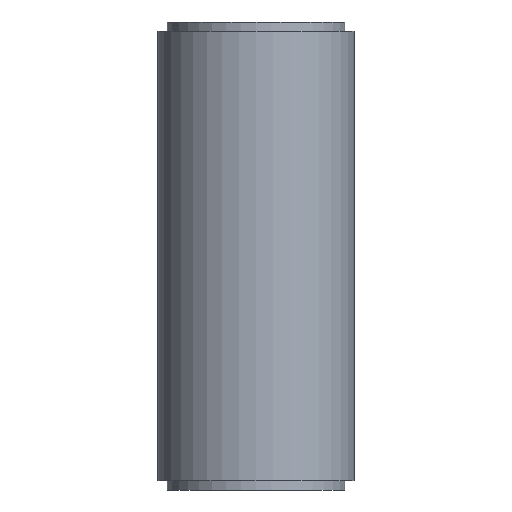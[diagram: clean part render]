
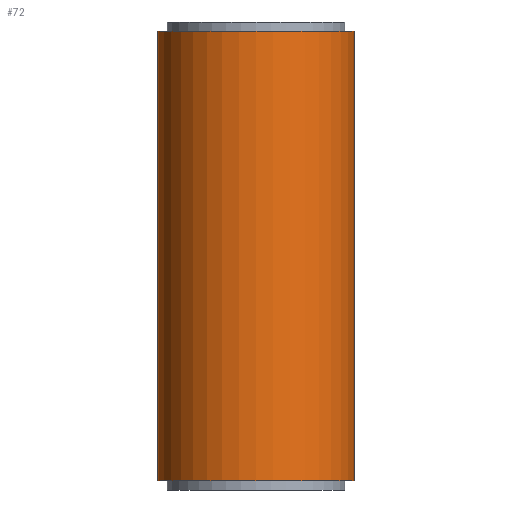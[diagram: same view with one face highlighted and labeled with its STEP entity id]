
A CAD part, front view. The second image highlights one B-rep face of the part: STEP entity #72.
In plain terms, the highlighted cylindrical face has radius 10.5 mm (diameter 21 mm), a partial arc.
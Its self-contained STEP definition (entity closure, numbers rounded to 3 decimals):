
#12 = VECTOR ( 'NONE', #213, 1000. ) ;
#34 = AXIS2_PLACEMENT_3D ( 'NONE', #373, #108, #371 ) ;
#49 = FACE_OUTER_BOUND ( 'NONE', #150, .T. ) ;
#54 = DIRECTION ( 'NONE',  ( 0., 0., 1. ) ) ;
#72 = ADVANCED_FACE ( 'NONE', ( #49 ), #370, .T. ) ;
#74 = VECTOR ( 'NONE', #104, 1000. ) ;
#79 = DIRECTION ( 'NONE',  ( 1., 0., 0. ) ) ;
#84 = EDGE_CURVE ( 'NONE', #90, #304, #277, .T. ) ;
#90 = VERTEX_POINT ( 'NONE', #339 ) ;
#104 = DIRECTION ( 'NONE',  ( 0., 0., -1. ) ) ;
#108 = DIRECTION ( 'NONE',  ( 0., 0., -1. ) ) ;
#149 = CARTESIAN_POINT ( 'NONE',  ( 10.5, 0., 50. ) ) ;
#150 = EDGE_LOOP ( 'NONE', ( #328, #214, #353, #333 ) ) ;
#155 = EDGE_CURVE ( 'NONE', #90, #273, #283, .T. ) ;
#160 = AXIS2_PLACEMENT_3D ( 'NONE', #165, #278, #164 ) ;
#164 = DIRECTION ( 'NONE',  ( -1., 0., 0. ) ) ;
#165 = CARTESIAN_POINT ( 'NONE',  ( 0., 0., 50. ) ) ;
#213 = DIRECTION ( 'NONE',  ( 0., 0., -1. ) ) ;
#214 = ORIENTED_EDGE ( 'NONE', *, *, #155, .F. ) ;
#237 = EDGE_CURVE ( 'NONE', #355, #304, #252, .T. ) ;
#238 = CARTESIAN_POINT ( 'NONE',  ( -10.5, 0., 1. ) ) ;
#245 = AXIS2_PLACEMENT_3D ( 'NONE', #311, #54, #79 ) ;
#252 = CIRCLE ( 'NONE', #34, 10.5 ) ;
#262 = LINE ( 'NONE', #149, #12 ) ;
#273 = VERTEX_POINT ( 'NONE', #349 ) ;
#277 = LINE ( 'NONE', #367, #74 ) ;
#278 = DIRECTION ( 'NONE',  ( 0., 0., -1. ) ) ;
#283 = CIRCLE ( 'NONE', #245, 10.5 ) ;
#304 = VERTEX_POINT ( 'NONE', #238 ) ;
#311 = CARTESIAN_POINT ( 'NONE',  ( 0., 0., 49. ) ) ;
#321 = CARTESIAN_POINT ( 'NONE',  ( 10.5, 0., 1. ) ) ;
#328 = ORIENTED_EDGE ( 'NONE', *, *, #338, .F. ) ;
#333 = ORIENTED_EDGE ( 'NONE', *, *, #237, .F. ) ;
#338 = EDGE_CURVE ( 'NONE', #273, #355, #262, .T. ) ;
#339 = CARTESIAN_POINT ( 'NONE',  ( -10.5, 0., 49. ) ) ;
#349 = CARTESIAN_POINT ( 'NONE',  ( 10.5, 0., 49. ) ) ;
#353 = ORIENTED_EDGE ( 'NONE', *, *, #84, .T. ) ;
#355 = VERTEX_POINT ( 'NONE', #321 ) ;
#367 = CARTESIAN_POINT ( 'NONE',  ( -10.5, 0., 50. ) ) ;
#370 = CYLINDRICAL_SURFACE ( 'NONE', #160, 10.5 ) ;
#371 = DIRECTION ( 'NONE',  ( -1., 0., 0. ) ) ;
#373 = CARTESIAN_POINT ( 'NONE',  ( 0., 0., 1. ) ) ;
